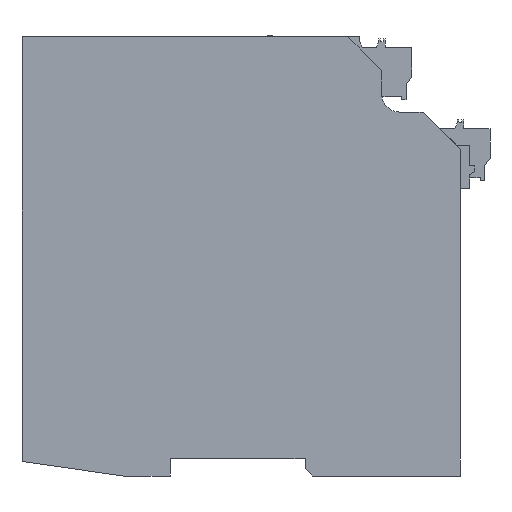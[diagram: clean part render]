
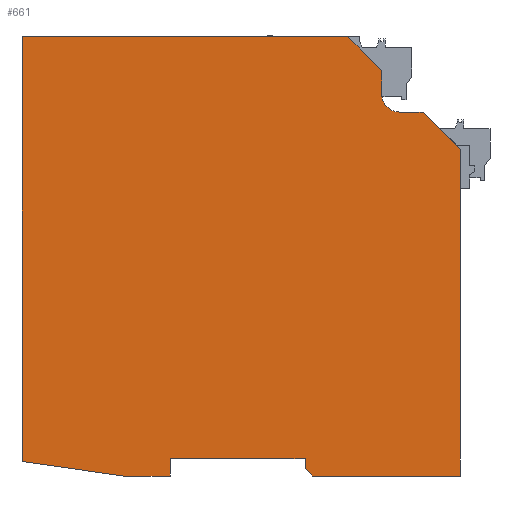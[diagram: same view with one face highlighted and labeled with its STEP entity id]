
A CAD part, left-side view. The second image highlights one B-rep face of the part: STEP entity #661.
In plain terms, the highlighted planar face has unit normal (-1, 0, 0).
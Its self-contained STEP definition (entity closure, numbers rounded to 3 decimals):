
#661=ADVANCED_FACE('NONE',(#1443),#1444,.T.);
#1443=FACE_OUTER_BOUND('',#4441,.T.);
#1444=PLANE('',#4442);
#4441=EDGE_LOOP('',(#6114,#6115,#6116,#6117,#6118,#6119,#6120,#6121,#6122,#6123,#6124,#6125,#6126,#6127,#6128));
#4442=AXIS2_PLACEMENT_3D('',#6129,#6130,#6131);
#6114=ORIENTED_EDGE('',*,*,#8068,.T.);
#6115=ORIENTED_EDGE('',*,*,#8069,.T.);
#6116=ORIENTED_EDGE('',*,*,#8070,.T.);
#6117=ORIENTED_EDGE('',*,*,#8071,.T.);
#6118=ORIENTED_EDGE('',*,*,#8072,.T.);
#6119=ORIENTED_EDGE('',*,*,#8073,.T.);
#6120=ORIENTED_EDGE('',*,*,#8074,.T.);
#6121=ORIENTED_EDGE('',*,*,#8075,.T.);
#6122=ORIENTED_EDGE('',*,*,#8076,.T.);
#6123=ORIENTED_EDGE('',*,*,#8077,.T.);
#6124=ORIENTED_EDGE('',*,*,#8078,.T.);
#6125=ORIENTED_EDGE('',*,*,#8079,.T.);
#6126=ORIENTED_EDGE('',*,*,#8080,.T.);
#6127=ORIENTED_EDGE('',*,*,#8081,.T.);
#6128=ORIENTED_EDGE('',*,*,#8082,.T.);
#6129=CARTESIAN_POINT('',(0.0,71.0,-75.159));
#6130=DIRECTION('',(-1.0,0.,0.));
#6131=DIRECTION('',(0.,0.0,1.0));
#8068=EDGE_CURVE('NONE',#9477,#9478,#9479,.T.);
#8069=EDGE_CURVE('NONE',#9478,#9480,#9481,.T.);
#8070=EDGE_CURVE('NONE',#9480,#9482,#9483,.T.);
#8071=EDGE_CURVE('NONE',#9482,#9484,#9485,.T.);
#8072=EDGE_CURVE('NONE',#9484,#9486,#9487,.T.);
#8073=EDGE_CURVE('NONE',#9486,#9488,#9489,.T.);
#8074=EDGE_CURVE('NONE',#9488,#9490,#9491,.T.);
#8075=EDGE_CURVE('NONE',#9490,#9492,#9493,.T.);
#8076=EDGE_CURVE('NONE',#9492,#9494,#9495,.T.);
#8077=EDGE_CURVE('NONE',#9494,#9496,#9497,.T.);
#8078=EDGE_CURVE('NONE',#9496,#9498,#9499,.T.);
#8079=EDGE_CURVE('NONE',#9498,#9500,#9501,.T.);
#8080=EDGE_CURVE('NONE',#9500,#9502,#9503,.T.);
#8081=EDGE_CURVE('NONE',#9502,#9504,#9505,.T.);
#8082=EDGE_CURVE('NONE',#9504,#9477,#9506,.T.);
#9477=VERTEX_POINT('NONE',#13452);
#9478=VERTEX_POINT('NONE',#13453);
#9479=LINE('',#13454,#13455);
#9480=VERTEX_POINT('NONE',#13456);
#9481=LINE('',#13457,#13458);
#9482=VERTEX_POINT('NONE',#13459);
#9483=LINE('',#13460,#13461);
#9484=VERTEX_POINT('NONE',#13462);
#9485=LINE('',#13463,#13464);
#9486=VERTEX_POINT('NONE',#13465);
#9487=LINE('',#13466,#13467);
#9488=VERTEX_POINT('NONE',#13468);
#9489=LINE('',#13469,#13470);
#9490=VERTEX_POINT('NONE',#13471);
#9491=LINE('',#13472,#13473);
#9492=VERTEX_POINT('NONE',#13474);
#9493=LINE('',#13475,#13476);
#9494=VERTEX_POINT('NONE',#13477);
#9495=LINE('',#13478,#13479);
#9496=VERTEX_POINT('NONE',#13480);
#9497=CIRCLE('',#13481,5.0);
#9498=VERTEX_POINT('NONE',#13482);
#9499=LINE('',#13483,#13484);
#9500=VERTEX_POINT('NONE',#13485);
#9501=LINE('',#13486,#13487);
#9502=VERTEX_POINT('NONE',#13488);
#9503=LINE('',#13489,#13490);
#9504=VERTEX_POINT('NONE',#13491);
#9505=LINE('',#13492,#13493);
#9506=LINE('',#13494,#13495);
#13452=CARTESIAN_POINT('',(0.0,104.45,0.));
#13453=CARTESIAN_POINT('',(0.0,91.25,0.0));
#13454=CARTESIAN_POINT('',(0.0,71.0,0.0));
#13455=VECTOR('',#14722,1000.0);
#13456=CARTESIAN_POINT('',(0.0,91.25,5.0));
#13457=CARTESIAN_POINT('',(0.0,91.25,-75.159));
#13458=VECTOR('',#14723,1000.0);
#13459=CARTESIAN_POINT('',(0.0,52.75,5.0));
#13460=CARTESIAN_POINT('',(0.0,71.0,5.0));
#13461=VECTOR('',#14724,1000.0);
#13462=CARTESIAN_POINT('',(0.0,52.75,2.133));
#13463=CARTESIAN_POINT('',(0.0,52.75,-75.159));
#13464=VECTOR('',#14725,1000.0);
#13465=CARTESIAN_POINT('',(0.0,50.75,0.));
#13466=CARTESIAN_POINT('',(0.0,52.75,2.133));
#13467=VECTOR('',#14726,1000.0);
#13468=CARTESIAN_POINT('',(0.0,8.5,0.0));
#13469=CARTESIAN_POINT('',(0.0,71.0,0.0));
#13470=VECTOR('',#14727,1000.0);
#13471=CARTESIAN_POINT('',(0.0,8.5,93.265));
#13472=CARTESIAN_POINT('',(0.0,8.5,-75.159));
#13473=VECTOR('',#14728,1000.0);
#13474=CARTESIAN_POINT('',(0.0,19.075,103.84));
#13475=CARTESIAN_POINT('',(0.0,8.5,93.265));
#13476=VECTOR('',#14729,1000.0);
#13477=CARTESIAN_POINT('',(0.0,25.881,103.84));
#13478=CARTESIAN_POINT('',(0.0,71.0,103.84));
#13479=VECTOR('',#14730,1000.0);
#13480=CARTESIAN_POINT('',(0.0,30.881,108.84));
#13481=AXIS2_PLACEMENT_3D('',#14731,#14732,#14733);
#13482=CARTESIAN_POINT('',(0.0,30.881,115.646));
#13483=CARTESIAN_POINT('',(0.0,30.881,-75.159));
#13484=VECTOR('',#14734,1000.0);
#13485=CARTESIAN_POINT('',(0.0,40.575,125.34));
#13486=CARTESIAN_POINT('',(0.0,30.881,115.646));
#13487=VECTOR('',#14735,1000.0);
#13488=CARTESIAN_POINT('',(0.0,133.5,125.34));
#13489=CARTESIAN_POINT('',(0.0,71.0,125.34));
#13490=VECTOR('',#14736,1000.0);
#13491=CARTESIAN_POINT('',(0.0,133.5,4.15));
#13492=CARTESIAN_POINT('',(0.0,133.5,-75.159));
#13493=VECTOR('',#14737,1000.0);
#13494=CARTESIAN_POINT('',(0.0,133.5,4.15));
#13495=VECTOR('',#14738,1000.0);
#14722=DIRECTION('',(0.,-1.0,0.0));
#14723=DIRECTION('',(0.,0.,1.0));
#14724=DIRECTION('',(0.,-1.0,0.0));
#14725=DIRECTION('',(0.,0.,-1.0));
#14726=DIRECTION('',(0.,-0.684,-0.73));
#14727=DIRECTION('',(0.,-1.0,0.0));
#14728=DIRECTION('',(0.,0.,1.0));
#14729=DIRECTION('',(0.,0.707,0.707));
#14730=DIRECTION('',(0.,1.0,0.0));
#14731=CARTESIAN_POINT('',(0.0,25.881,108.84));
#14732=DIRECTION('',(1.0,0.,0.0));
#14733=DIRECTION('',(0.0,0.0,-1.0));
#14734=DIRECTION('',(0.,0.,1.0));
#14735=DIRECTION('',(0.,0.707,0.707));
#14736=DIRECTION('',(0.,1.0,0.0));
#14737=DIRECTION('',(0.,0.,-1.0));
#14738=DIRECTION('',(0.,-0.99,-0.141));
